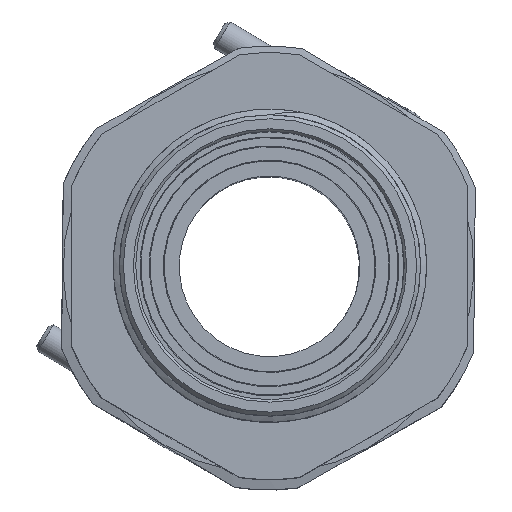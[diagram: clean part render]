
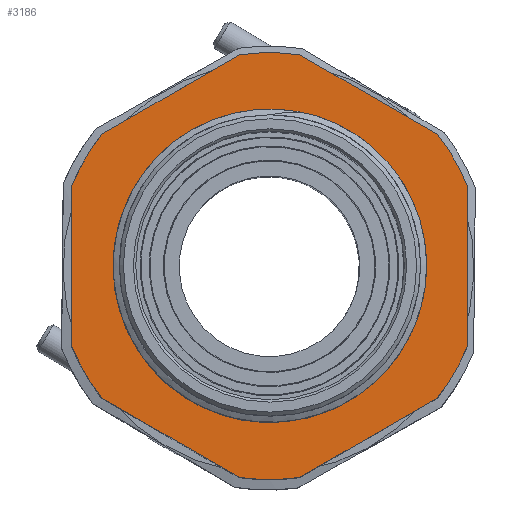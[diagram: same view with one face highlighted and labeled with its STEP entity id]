
A CAD part, left-side view. The second image highlights one B-rep face of the part: STEP entity #3186.
In plain terms, the highlighted face is planar.
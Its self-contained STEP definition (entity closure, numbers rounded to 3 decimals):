
#330=LINE('',#17633,#538);
#333=LINE('',#17644,#541);
#336=LINE('',#17655,#544);
#339=LINE('',#17666,#547);
#342=LINE('',#17677,#550);
#345=LINE('',#17688,#553);
#538=VECTOR('',#4027,20.076);
#541=VECTOR('',#4032,20.076);
#544=VECTOR('',#4037,20.076);
#547=VECTOR('',#4042,20.076);
#550=VECTOR('',#4047,20.076);
#553=VECTOR('',#4052,20.076);
#695=PLANE('',#3462);
#777=FACE_BOUND('',#1130,.T.);
#778=FACE_BOUND('',#1131,.T.);
#1130=EDGE_LOOP('',(#2587));
#1131=EDGE_LOOP('',(#2588,#2589,#2590,#2591,#2592,#2593,#2594,#2595,#2596,
#2597,#2598,#2599));
#1305=CIRCLE('',#3428,19.014);
#1311=CIRCLE('',#3446,26.94);
#1312=CIRCLE('',#3448,26.94);
#1314=CIRCLE('',#3451,26.94);
#1317=CIRCLE('',#3455,26.94);
#1319=CIRCLE('',#3458,26.94);
#1320=CIRCLE('',#3460,26.94);
#1509=VERTEX_POINT('',#17615);
#1514=VERTEX_POINT('',#17631);
#1515=VERTEX_POINT('',#17632);
#1518=VERTEX_POINT('',#17642);
#1519=VERTEX_POINT('',#17643);
#1522=VERTEX_POINT('',#17653);
#1523=VERTEX_POINT('',#17654);
#1526=VERTEX_POINT('',#17664);
#1527=VERTEX_POINT('',#17665);
#1530=VERTEX_POINT('',#17675);
#1531=VERTEX_POINT('',#17676);
#1534=VERTEX_POINT('',#17686);
#1535=VERTEX_POINT('',#17687);
#1886=EDGE_CURVE('',#1509,#1509,#1305,.T.);
#1891=EDGE_CURVE('',#1514,#1515,#330,.T.);
#1895=EDGE_CURVE('',#1518,#1519,#333,.T.);
#1899=EDGE_CURVE('',#1522,#1523,#336,.T.);
#1903=EDGE_CURVE('',#1526,#1527,#339,.T.);
#1907=EDGE_CURVE('',#1530,#1531,#342,.T.);
#1911=EDGE_CURVE('',#1534,#1535,#345,.T.);
#1916=EDGE_CURVE('',#1534,#1527,#1311,.T.);
#1917=EDGE_CURVE('',#1526,#1531,#1312,.T.);
#1919=EDGE_CURVE('',#1522,#1535,#1314,.T.);
#1922=EDGE_CURVE('',#1530,#1519,#1317,.T.);
#1924=EDGE_CURVE('',#1518,#1515,#1319,.T.);
#1925=EDGE_CURVE('',#1514,#1523,#1320,.T.);
#2587=ORIENTED_EDGE('',*,*,#1886,.T.);
#2588=ORIENTED_EDGE('',*,*,#1891,.T.);
#2589=ORIENTED_EDGE('',*,*,#1924,.F.);
#2590=ORIENTED_EDGE('',*,*,#1895,.T.);
#2591=ORIENTED_EDGE('',*,*,#1922,.F.);
#2592=ORIENTED_EDGE('',*,*,#1907,.T.);
#2593=ORIENTED_EDGE('',*,*,#1917,.F.);
#2594=ORIENTED_EDGE('',*,*,#1903,.T.);
#2595=ORIENTED_EDGE('',*,*,#1916,.F.);
#2596=ORIENTED_EDGE('',*,*,#1911,.T.);
#2597=ORIENTED_EDGE('',*,*,#1919,.F.);
#2598=ORIENTED_EDGE('',*,*,#1899,.T.);
#2599=ORIENTED_EDGE('',*,*,#1925,.F.);
#3186=ADVANCED_FACE('',(#777,#778),#695,.T.);
#3428=AXIS2_PLACEMENT_3D('',#17616,#4005,#4006);
#3446=AXIS2_PLACEMENT_3D('',#17698,#4059,#4060);
#3448=AXIS2_PLACEMENT_3D('',#17700,#4063,#4064);
#3451=AXIS2_PLACEMENT_3D('',#17703,#4069,#4070);
#3455=AXIS2_PLACEMENT_3D('',#17707,#4077,#4078);
#3458=AXIS2_PLACEMENT_3D('',#17710,#4083,#4084);
#3460=AXIS2_PLACEMENT_3D('',#17712,#4087,#4088);
#3462=AXIS2_PLACEMENT_3D('',#17714,#4091,#4092);
#4005=DIRECTION('center_axis',(1.,0.,0.));
#4006=DIRECTION('ref_axis',(0.,0.,-1.));
#4027=DIRECTION('',(0.,0.,-1.));
#4032=DIRECTION('',(0.,-0.866,-0.5));
#4037=DIRECTION('',(0.,0.866,-0.5));
#4042=DIRECTION('',(0.,0.,1.));
#4047=DIRECTION('',(0.,-0.866,0.5));
#4052=DIRECTION('',(0.,0.866,0.5));
#4059=DIRECTION('center_axis',(1.,0.,0.));
#4060=DIRECTION('ref_axis',(0.,0.,-1.));
#4063=DIRECTION('center_axis',(1.,0.,0.));
#4064=DIRECTION('ref_axis',(0.,0.,-1.));
#4069=DIRECTION('center_axis',(1.,0.,0.));
#4070=DIRECTION('ref_axis',(0.,0.,-1.));
#4077=DIRECTION('center_axis',(1.,0.,0.));
#4078=DIRECTION('ref_axis',(0.,0.,-1.));
#4083=DIRECTION('center_axis',(1.,0.,0.));
#4084=DIRECTION('ref_axis',(0.,0.,-1.));
#4087=DIRECTION('center_axis',(1.,0.,0.));
#4088=DIRECTION('ref_axis',(0.,0.,-1.));
#4091=DIRECTION('center_axis',(-1.,0.,0.));
#4092=DIRECTION('ref_axis',(0.,0.,1.));
#17615=CARTESIAN_POINT('',(-18.52,19.014,0.));
#17616=CARTESIAN_POINT('Origin',(-18.52,0.,0.));
#17631=CARTESIAN_POINT('',(-18.52,25.,10.038));
#17632=CARTESIAN_POINT('',(-18.52,25.,-10.038));
#17633=CARTESIAN_POINT('',(-18.52,25.,5.019));
#17642=CARTESIAN_POINT('',(-18.52,21.193,-16.632));
#17643=CARTESIAN_POINT('',(-18.52,3.807,-26.67));
#17644=CARTESIAN_POINT('',(-18.52,26.949,-13.308));
#17653=CARTESIAN_POINT('',(-18.52,3.807,26.67));
#17654=CARTESIAN_POINT('',(-18.52,21.193,16.632));
#17655=CARTESIAN_POINT('',(-18.52,18.256,18.327));
#17664=CARTESIAN_POINT('',(-18.52,-25.,-10.038));
#17665=CARTESIAN_POINT('',(-18.52,-25.,10.038));
#17666=CARTESIAN_POINT('',(-18.52,-25.,-5.019));
#17675=CARTESIAN_POINT('',(-18.52,-3.807,-26.67));
#17676=CARTESIAN_POINT('',(-18.52,-21.193,-16.632));
#17677=CARTESIAN_POINT('',(-18.52,1.949,-29.993));
#17686=CARTESIAN_POINT('',(-18.52,-21.193,16.632));
#17687=CARTESIAN_POINT('',(-18.52,-3.807,26.67));
#17688=CARTESIAN_POINT('',(-18.52,-6.744,24.974));
#17698=CARTESIAN_POINT('Origin',(-18.52,0.,0.));
#17700=CARTESIAN_POINT('Origin',(-18.52,0.,0.));
#17703=CARTESIAN_POINT('Origin',(-18.52,0.,0.));
#17707=CARTESIAN_POINT('Origin',(-18.52,0.,0.));
#17710=CARTESIAN_POINT('Origin',(-18.52,0.,0.));
#17712=CARTESIAN_POINT('Origin',(-18.52,0.,0.));
#17714=CARTESIAN_POINT('Origin',(-18.52,26.94,0.));
